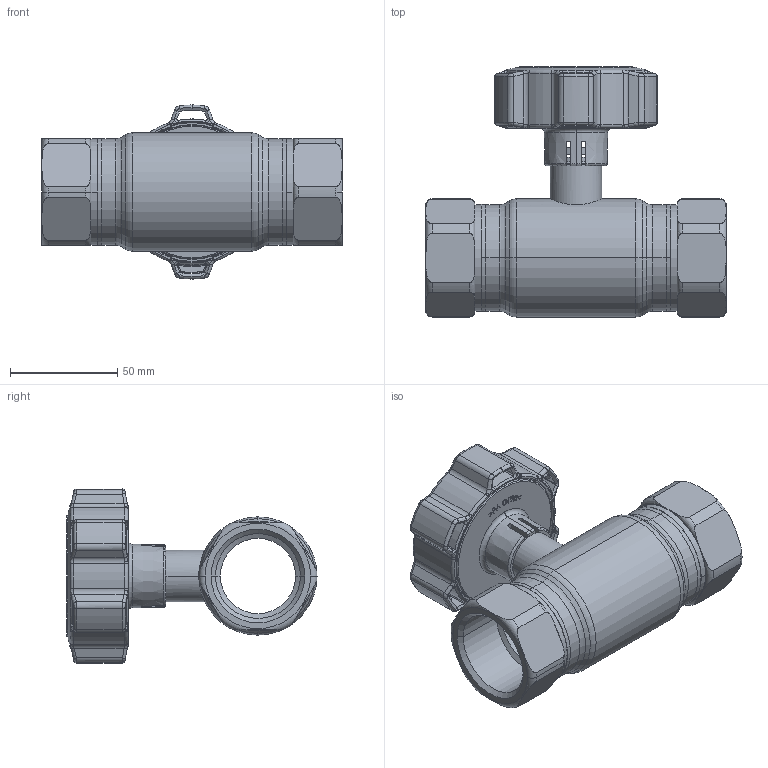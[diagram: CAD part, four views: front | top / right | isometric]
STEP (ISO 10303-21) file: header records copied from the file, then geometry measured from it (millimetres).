
FILE_DESCRIPTION (( 'STEP AP214' ), '1' );
FILE_NAME ('2032002000-0200.step', '2024-01-11T11:17:37', ( '' ), ( '' ), 'SwSTEP 2.0', 'SolidWorks 2021', '' );
FILE_SCHEMA (( 'AUTOMOTIVE_DESIGN' ));
Length unit declared in the file: millimetre
Products named in the file (1): 2032002000-0200
Bounding box: 140 x 116.35 x 81 mm (x, y, z)
Surface area: 57189.9 mm2 (no closed solid volume)
Topology: 0 solids, 10 shells, 583 faces, 1672 edges, 1074 vertices
Faces by surface type: bspline 180, cylinder 151, plane 110, cone 75, torus 67
Entity records: 36250 total; most frequent: CARTESIAN_POINT 16500, ORIENTED_EDGE 2954, DIRECTION 2279, EDGE_CURVE 1672, VERTEX_POINT 1074, AXIS2_PLACEMENT_3D 895, B_SPLINE_CURVE_WITH_KNOTS 654, EDGE_LOOP 613
